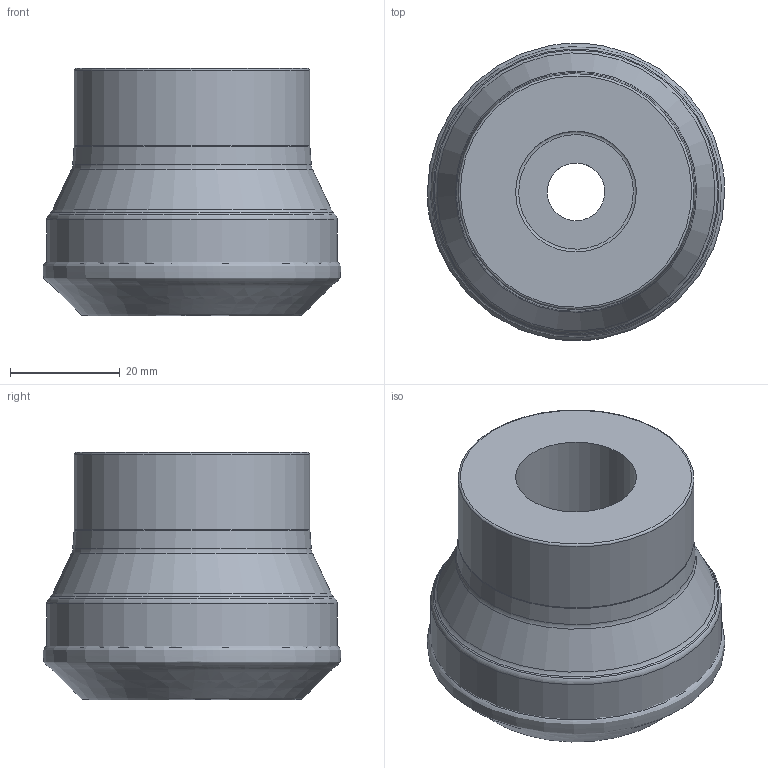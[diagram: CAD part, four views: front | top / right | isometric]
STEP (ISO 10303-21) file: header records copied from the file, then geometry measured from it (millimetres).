
FILE_DESCRIPTION(/* description */ (''),/* implementation_level */ '2;1');
FILE_NAME(/* name */ 'toolassembly_1.stp',/* time_stamp */ '2019-01-25T11:16:20+01:00',/* author */ (''),/* organization */ ('SMS'),/* preprocessor_version */ 'ST-DEVELOPER v15',/* originating_system */ 'SIEMENS PLM Software NX 8.5',/* authorisation */ '');
FILE_SCHEMA (('AUTOMOTIVE_DESIGN { 1 0 10303 214 3 1 1 1 }'));
Length unit declared in the file: millimetre
Products named in the file (4): ASSEMBLY_CONSTRUCTION; CUT_20190125111535; NOCUT_20190125111529; TOOLASSEMBLY_1
Assembly tree (3 placements, depth 2):
  TOOLASSEMBLY_1
    NOCUT_20190125111529
    CUT_20190125111535
    ASSEMBLY_CONSTRUCTION
Bounding box: 54.24 x 54.24 x 45.04 mm (x, y, z)
Volume: 78457.8 mm3; surface area: 17510.3 mm2
Topology: 2 solids, 2 shells, 30 faces, 64 edges, 46 vertices
Faces by surface type: torus 13, cone 7, cylinder 6, plane 3, bspline 1
Full cylindrical faces by diameter (mm): 10.5 x1, 17.1 x1, 22.011 x1, 22.5 x1, 43 x1, 53.013 x1
Entity records: 10158 total; most frequent: CARTESIAN_POINT 9440, DIRECTION 142, AXIS2_PLACEMENT_3D 71, FACE_BOUND 59, EDGE_LOOP 58, ORIENTED_EDGE 58, ADVANCED_FACE 30, VERTEX_POINT 30
